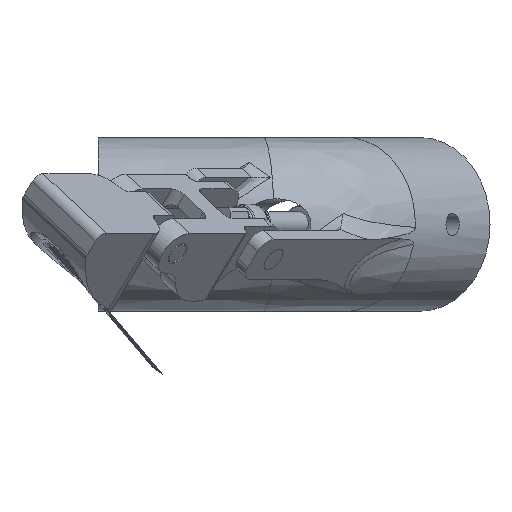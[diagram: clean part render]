
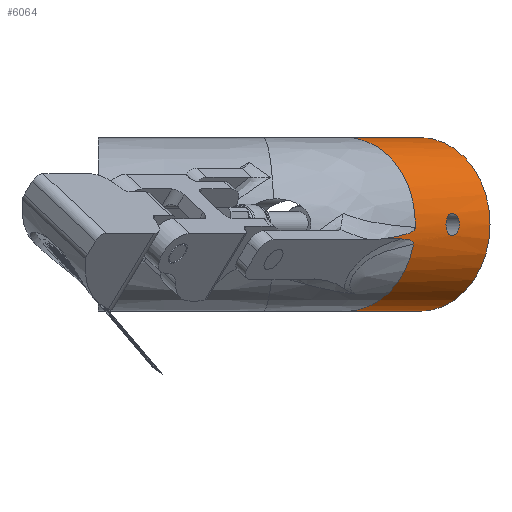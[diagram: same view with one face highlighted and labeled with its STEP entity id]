
A CAD part, left-side view. The second image highlights one B-rep face of the part: STEP entity #6064.
In plain terms, the highlighted cylindrical face has radius 17.5 mm (diameter 35 mm), a partial arc.
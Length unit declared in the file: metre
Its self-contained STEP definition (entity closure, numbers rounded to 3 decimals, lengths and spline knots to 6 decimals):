
#151=LINE('',#9589,#622);
#152=LINE('',#9603,#623);
#153=LINE('',#9607,#624);
#622=VECTOR('',#7642,1.);
#623=VECTOR('',#7645,1.);
#624=VECTOR('',#7648,1.);
#1093=B_SPLINE_CURVE_WITH_KNOTS('',3,(#9575,#9576,#9577,#9578,#9579,#9580,
#9581,#9582,#9583,#9584,#9585,#9586,#9587),.UNSPECIFIED.,.F.,.F.,(4,1,1,
1,1,1,1,1,1,1,4),(0.,0.000348,0.000695,0.00139,
0.002086,0.002781,0.004171,0.005562,
0.006952,0.008342,0.011123),.UNSPECIFIED.);
#1094=B_SPLINE_CURVE_WITH_KNOTS('',3,(#9591,#9592,#9593,#9594,#9595,#9596,
#9597,#9598,#9599),.UNSPECIFIED.,.F.,.F.,(4,1,1,1,1,1,4),(0.,0.001225,
0.002449,0.003062,0.003674,0.004287,
0.004899),.UNSPECIFIED.);
#1095=B_SPLINE_CURVE_WITH_KNOTS('',3,(#9608,#9609,#9610,#9611,#9612,#9613,
#9614,#9615,#9616,#9617,#9618),.UNSPECIFIED.,.T.,.F.,(1,1,1,1,1,1,1,1,1,
1,1,1,1,1,1),(-0.005281,-0.00352,-0.00176,
0.,0.00176,0.00352,0.005281,
0.007041,0.008801,0.010561,0.012322,
0.014082,0.015842,0.017602,0.019363),
 .UNSPECIFIED.);
#1439=ORIENTED_EDGE('',*,*,#3215,.T.);
#1440=ORIENTED_EDGE('',*,*,#3216,.T.);
#1441=ORIENTED_EDGE('',*,*,#3217,.F.);
#1442=ORIENTED_EDGE('',*,*,#3218,.T.);
#1443=ORIENTED_EDGE('',*,*,#3219,.T.);
#1444=ORIENTED_EDGE('',*,*,#3220,.F.);
#1445=ORIENTED_EDGE('',*,*,#3221,.T.);
#1446=ORIENTED_EDGE('',*,*,#3222,.T.);
#1447=ORIENTED_EDGE('',*,*,#3223,.T.);
#3215=EDGE_CURVE('',#4107,#4108,#4722,.F.);
#3216=EDGE_CURVE('',#4108,#4109,#1093,.T.);
#3217=EDGE_CURVE('',#4110,#4109,#151,.T.);
#3218=EDGE_CURVE('',#4110,#4111,#1094,.T.);
#3219=EDGE_CURVE('',#4111,#4112,#4723,.F.);
#3220=EDGE_CURVE('',#4113,#4112,#152,.T.);
#3221=EDGE_CURVE('',#4113,#4114,#4724,.T.);
#3222=EDGE_CURVE('',#4114,#4107,#153,.T.);
#3223=EDGE_CURVE('',#4115,#4115,#1095,.T.);
#4107=VERTEX_POINT('',#9573);
#4108=VERTEX_POINT('',#9574);
#4109=VERTEX_POINT('',#9588);
#4110=VERTEX_POINT('',#9590);
#4111=VERTEX_POINT('',#9600);
#4112=VERTEX_POINT('',#9602);
#4113=VERTEX_POINT('',#9604);
#4114=VERTEX_POINT('',#9606);
#4115=VERTEX_POINT('',#9619);
#4722=CIRCLE('',#6962,0.0175);
#4723=CIRCLE('',#6963,0.0175);
#4724=CIRCLE('',#6964,0.0175);
#5031=EDGE_LOOP('',(#1439,#1440,#1441,#1442,#1443,#1444,#1445,#1446));
#5032=EDGE_LOOP('',(#1447));
#5474=FACE_BOUND('',#5031,.T.);
#5475=FACE_BOUND('',#5032,.T.);
#5906=CYLINDRICAL_SURFACE('',#6961,0.0175);
#6064=ADVANCED_FACE('',(#5474,#5475),#5906,.T.);
#6961=AXIS2_PLACEMENT_3D('',#9571,#7638,#7639);
#6962=AXIS2_PLACEMENT_3D('',#9572,#7640,#7641);
#6963=AXIS2_PLACEMENT_3D('',#9601,#7643,#7644);
#6964=AXIS2_PLACEMENT_3D('',#9605,#7646,#7647);
#7638=DIRECTION('',(0.,0.602,0.799));
#7639=DIRECTION('',(0.,-0.799,0.602));
#7640=DIRECTION('',(0.,0.602,0.799));
#7641=DIRECTION('',(0.,-0.799,0.602));
#7642=DIRECTION('',(0.,0.602,0.799));
#7643=DIRECTION('',(0.,0.602,0.799));
#7644=DIRECTION('',(0.,-0.799,0.602));
#7645=DIRECTION('',(0.,0.602,0.799));
#7646=DIRECTION('',(0.,0.602,0.799));
#7647=DIRECTION('',(0.,-0.799,0.602));
#7648=DIRECTION('',(0.,0.602,0.799));
#9571=CARTESIAN_POINT('',(0.,-0.065011,-0.029921));
#9572=CARTESIAN_POINT('',(0.,-0.049966,-0.009955));
#9573=CARTESIAN_POINT('',(0.0175,-0.049966,-0.009955));
#9574=CARTESIAN_POINT('',(-0.000622,-0.063933,0.00057));
#9575=CARTESIAN_POINT('',(-0.000622,-0.063933,0.00057));
#9576=CARTESIAN_POINT('',(-0.000739,-0.06393,0.000568));
#9577=CARTESIAN_POINT('',(-0.000955,-0.063853,0.000653));
#9578=CARTESIAN_POINT('',(-0.001235,-0.063613,0.000942));
#9579=CARTESIAN_POINT('',(-0.001466,-0.063283,0.00135));
#9580=CARTESIAN_POINT('',(-0.001675,-0.062871,0.001865));
#9581=CARTESIAN_POINT('',(-0.001898,-0.06232,0.00256));
#9582=CARTESIAN_POINT('',(-0.002117,-0.061625,0.00344));
#9583=CARTESIAN_POINT('',(-0.002331,-0.060787,0.004505));
#9584=CARTESIAN_POINT('',(-0.002513,-0.059948,0.005577));
#9585=CARTESIAN_POINT('',(-0.002724,-0.058829,0.007009));
#9586=CARTESIAN_POINT('',(-0.002852,-0.057991,0.008086));
#9587=CARTESIAN_POINT('',(-0.002923,-0.057433,0.008807));
#9588=CARTESIAN_POINT('',(-0.002923,-0.057433,0.008807));
#9589=CARTESIAN_POINT('',(-0.002923,-0.057433,0.008807));
#9590=CARTESIAN_POINT('',(-0.002923,-0.060995,0.004079));
#9591=CARTESIAN_POINT('',(-0.002923,-0.060995,0.004079));
#9592=CARTESIAN_POINT('',(-0.002923,-0.061241,0.003753));
#9593=CARTESIAN_POINT('',(-0.00294,-0.06173,0.003099));
#9594=CARTESIAN_POINT('',(-0.003015,-0.062333,0.002277));
#9595=CARTESIAN_POINT('',(-0.003127,-0.062804,0.00162));
#9596=CARTESIAN_POINT('',(-0.003258,-0.063146,0.001125));
#9597=CARTESIAN_POINT('',(-0.003444,-0.063463,0.000646));
#9598=CARTESIAN_POINT('',(-0.003742,-0.06362,0.000334));
#9599=CARTESIAN_POINT('',(-0.003943,-0.063583,0.000306));
#9600=CARTESIAN_POINT('',(-0.003943,-0.063583,0.000306));
#9601=CARTESIAN_POINT('',(0.,-0.049966,-0.009955));
#9602=CARTESIAN_POINT('',(-0.0175,-0.049966,-0.009955));
#9603=CARTESIAN_POINT('',(-0.0175,-0.065011,-0.029921));
#9604=CARTESIAN_POINT('',(-0.0175,-0.065011,-0.029921));
#9605=CARTESIAN_POINT('',(0.,-0.065011,-0.029921));
#9606=CARTESIAN_POINT('',(0.0175,-0.065011,-0.029921));
#9607=CARTESIAN_POINT('',(0.0175,-0.065011,-0.029921));
#9608=CARTESIAN_POINT('',(0.001765,-0.072467,-0.010856));
#9609=CARTESIAN_POINT('',(0.,-0.072995,-0.011376));
#9610=CARTESIAN_POINT('',(-0.001763,-0.072467,-0.010857));
#9611=CARTESIAN_POINT('',(-0.002493,-0.071321,-0.009517));
#9612=CARTESIAN_POINT('',(-0.001764,-0.070346,-0.008042));
#9613=CARTESIAN_POINT('',(-0.000001,-0.069993,-0.007393));
#9614=CARTESIAN_POINT('',(0.001761,-0.070345,-0.00804));
#9615=CARTESIAN_POINT('',(0.002493,-0.071318,-0.009513));
#9616=CARTESIAN_POINT('',(0.001765,-0.072467,-0.010856));
#9617=CARTESIAN_POINT('',(0.,-0.072995,-0.011376));
#9618=CARTESIAN_POINT('',(-0.001763,-0.072467,-0.010857));
#9619=CARTESIAN_POINT('',(0.,-0.072819,-0.011203));
